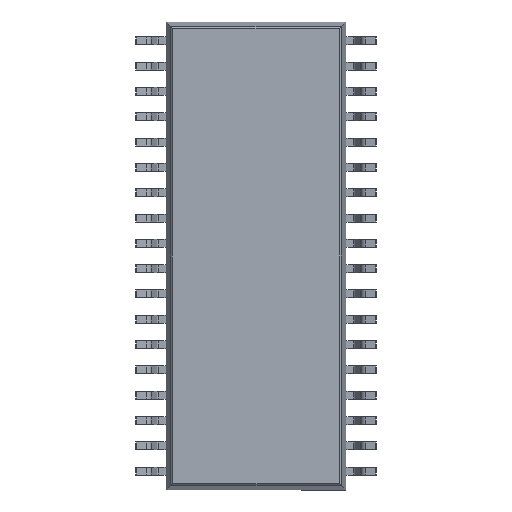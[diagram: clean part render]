
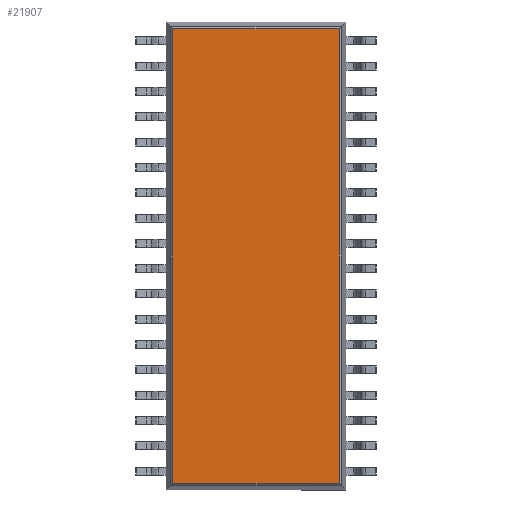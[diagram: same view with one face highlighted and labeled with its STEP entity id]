
A CAD part, front view. The second image highlights one B-rep face of the part: STEP entity #21907.
In plain terms, the highlighted planar face has unit normal (0, -1, 0).
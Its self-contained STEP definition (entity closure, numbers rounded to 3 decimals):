
#13378 = FACE_OUTER_BOUND ( 'NONE', #21949, .T. ) ;
#13418 = DIRECTION ( 'NONE',  ( 0., 0., -1. ) ) ;
#13419 = DIRECTION ( 'NONE',  ( 0., -1., 0. ) ) ;
#13420 = CARTESIAN_POINT ( 'NONE',  ( -4.51, 0.15, -11.735 ) ) ;
#13421 = AXIS2_PLACEMENT_3D ( 'NONE', #13420, #13419, #13418 ) ;
#13422 = PLANE ( 'NONE',  #13421 ) ;
#13767 = DIRECTION ( 'NONE',  ( 0., 0., -1. ) ) ;
#13768 = VECTOR ( 'NONE', #13767, 1000. ) ;
#13769 = CARTESIAN_POINT ( 'NONE',  ( -4.17, 0.15, -11.735 ) ) ;
#13770 = LINE ( 'NONE', #13769, #13768 ) ;
#14277 = CARTESIAN_POINT ( 'NONE',  ( -4.17, 0.15, 11.395 ) ) ;
#15277 = CARTESIAN_POINT ( 'NONE',  ( -4.17, 0.15, -11.395 ) ) ;
#15430 = DIRECTION ( 'NONE',  ( 1., 0., 0. ) ) ;
#15431 = VECTOR ( 'NONE', #15430, 1000. ) ;
#15432 = CARTESIAN_POINT ( 'NONE',  ( -4.51, 0.15, -11.395 ) ) ;
#15433 = LINE ( 'NONE', #15432, #15431 ) ;
#15434 = CARTESIAN_POINT ( 'NONE',  ( 4.17, 0.15, -11.395 ) ) ;
#15678 = DIRECTION ( 'NONE',  ( -1., 0., 0. ) ) ;
#15679 = VECTOR ( 'NONE', #15678, 1000. ) ;
#15680 = CARTESIAN_POINT ( 'NONE',  ( -4.51, 0.15, 11.395 ) ) ;
#15681 = LINE ( 'NONE', #15680, #15679 ) ;
#15761 = DIRECTION ( 'NONE',  ( 0., 0., 1. ) ) ;
#15762 = VECTOR ( 'NONE', #15761, 1000. ) ;
#15763 = CARTESIAN_POINT ( 'NONE',  ( 4.17, 0.15, -11.735 ) ) ;
#15764 = LINE ( 'NONE', #15763, #15762 ) ;
#15769 = CARTESIAN_POINT ( 'NONE',  ( 4.17, 0.15, 11.395 ) ) ;
#21907 = ADVANCED_FACE ( 'NONE', ( #13378 ), #13422, .T. ) ;
#21949 = EDGE_LOOP ( 'NONE', ( #22115, #22572, #22576, #22701 ) ) ;
#22115 = ORIENTED_EDGE ( 'NONE', *, *, #22117, .T. ) ;
#22117 = EDGE_CURVE ( 'NONE', #22272, #22541, #13770, .T. ) ;
#22272 = VERTEX_POINT ( 'NONE', #14277 ) ;
#22541 = VERTEX_POINT ( 'NONE', #15277 ) ;
#22572 = ORIENTED_EDGE ( 'NONE', *, *, #22574, .T. ) ;
#22573 = VERTEX_POINT ( 'NONE', #15434 ) ;
#22574 = EDGE_CURVE ( 'NONE', #22541, #22573, #15433, .T. ) ;
#22576 = ORIENTED_EDGE ( 'NONE', *, *, #22708, .T. ) ;
#22674 = EDGE_CURVE ( 'NONE', #22705, #22272, #15681, .T. ) ;
#22701 = ORIENTED_EDGE ( 'NONE', *, *, #22674, .T. ) ;
#22705 = VERTEX_POINT ( 'NONE', #15769 ) ;
#22708 = EDGE_CURVE ( 'NONE', #22573, #22705, #15764, .T. ) ;
